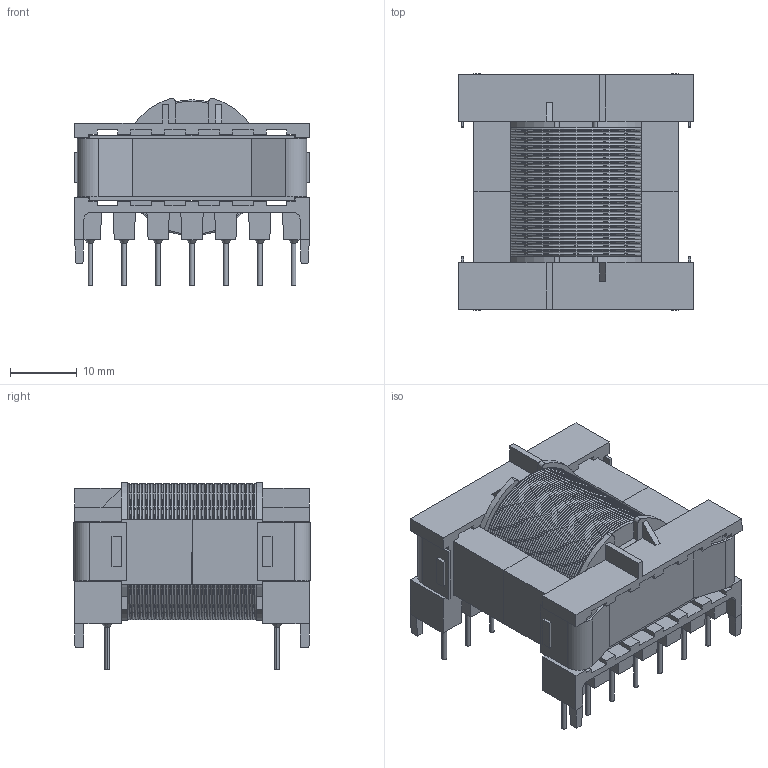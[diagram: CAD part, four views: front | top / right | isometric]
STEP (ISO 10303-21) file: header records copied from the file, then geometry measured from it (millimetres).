
FILE_DESCRIPTION((''),'2;1');
FILE_NAME('XFMR_EDA-01892-V1-0_misc1.stp','2008-12-08T14:13:40',(''),(''),'Mechanical Desktop 2009','Mechanical Desktop 2009',', , ');
FILE_SCHEMA(('AUTOMOTIVE_DESIGN { 1 2 10303 214 1 1 1 1 }'));
Length unit declared in the file: millimetre
Products named in the file (1): Product
Bounding box: 35.2 x 35.5 x 28.15 mm (x, y, z)
Volume: 14889.2 mm3; surface area: 18993.4 mm2
Topology: 69 solids, 69 shells, 632 faces, 1532 edges, 942 vertices
Faces by surface type: plane 197, torus 192, bspline 161, cylinder 56, cone 26
Entity records: 18634 total; most frequent: CARTESIAN_POINT 3730, ORIENTED_EDGE 3064, DIRECTION 3022, EDGE_CURVE 1532, AXIS2_PLACEMENT_3D 1018, VECTOR 986, LINE 986, VERTEX_POINT 942
